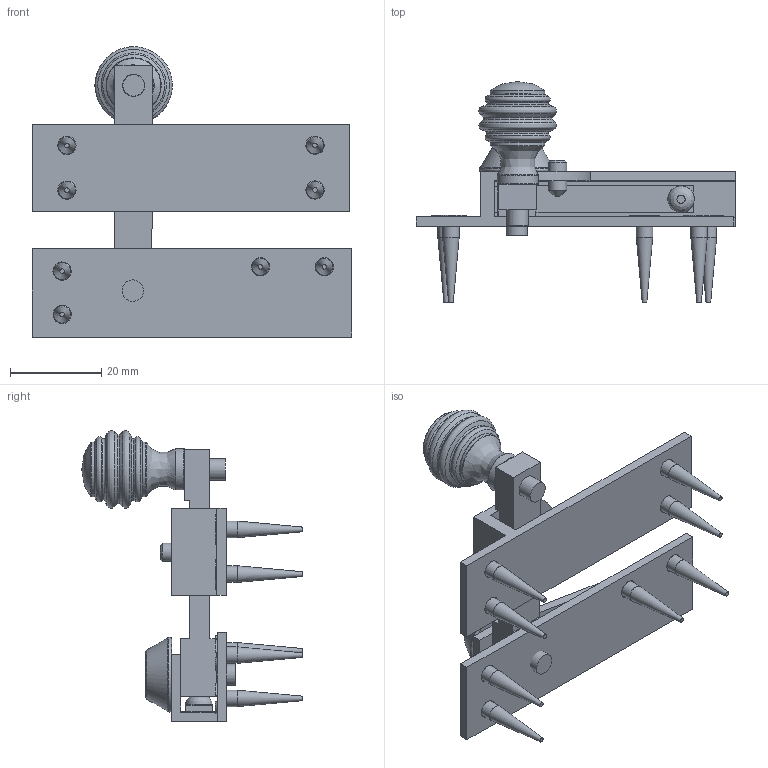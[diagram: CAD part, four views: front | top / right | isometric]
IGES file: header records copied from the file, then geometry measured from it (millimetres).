
Global section: file name: P6277L-B; native system: Autodesk Inventor 2018; preprocessor: unknown; author: ashami; date: 20180911.140756; units: millimetre
Bounding box: 70.07 x 48.38 x 63.69 mm (x, y, z)
Volume: 16208.7 mm3; surface area: 16055.9 mm2
Topology: 16 solids, 16 shells, 210 faces, 569 edges, 394 vertices
Faces by surface type: bspline 210
